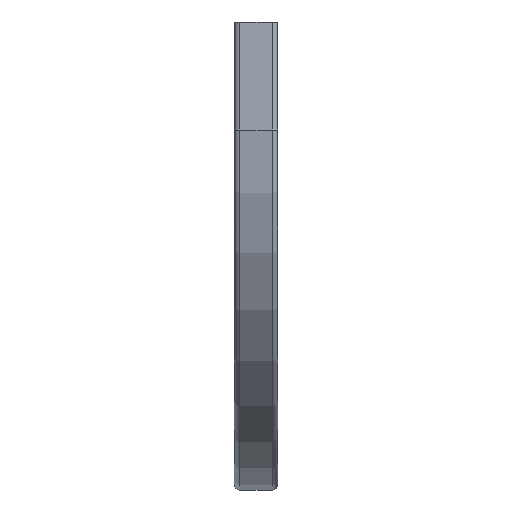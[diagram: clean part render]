
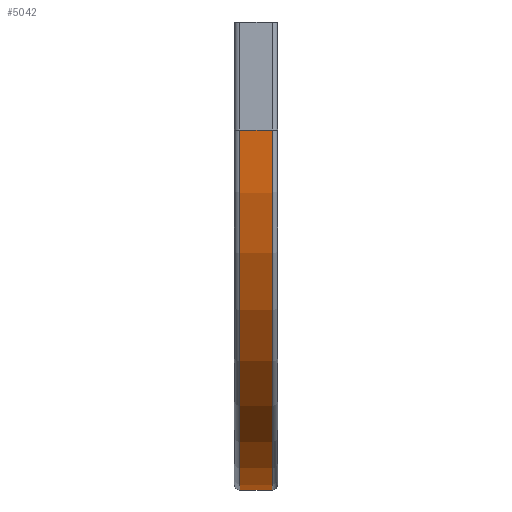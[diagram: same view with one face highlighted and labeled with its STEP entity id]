
A CAD part, left-side view. The second image highlights one B-rep face of the part: STEP entity #5042.
In plain terms, the highlighted cylindrical face has radius 500 mm (diameter 1000 mm), a partial arc.
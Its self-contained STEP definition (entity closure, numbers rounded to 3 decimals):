
#23 = DIRECTION ( 'NONE',  ( 1., 0., 0. ) ) ;
#74 = CARTESIAN_POINT ( 'NONE',  ( 115., -22.5, -650. ) ) ;
#479 = ORIENTED_EDGE ( 'NONE', *, *, #2102, .F. ) ;
#1276 = CYLINDRICAL_SURFACE ( 'NONE', #10376, 500. ) ;
#1973 = VERTEX_POINT ( 'NONE', #5644 ) ;
#1979 = LINE ( 'NONE', #8320, #8144 ) ;
#2102 = EDGE_CURVE ( 'NONE', #7779, #6231, #7950, .T. ) ;
#2264 = AXIS2_PLACEMENT_3D ( 'NONE', #11007, #5634, #23 ) ;
#3120 = VECTOR ( 'NONE', #10362, 1000. ) ;
#3143 = CIRCLE ( 'NONE', #11624, 500. ) ;
#3739 = ORIENTED_EDGE ( 'NONE', *, *, #7085, .F. ) ;
#3896 = ORIENTED_EDGE ( 'NONE', *, *, #10312, .T. ) ;
#5042 = ADVANCED_FACE ( 'NONE', ( #6216 ), #1276, .T. ) ;
#5134 = VERTEX_POINT ( 'NONE', #7081 ) ;
#5486 = CARTESIAN_POINT ( 'NONE',  ( 115., 22.5, -150. ) ) ;
#5634 = DIRECTION ( 'NONE',  ( 0., 1., 0. ) ) ;
#5644 = CARTESIAN_POINT ( 'NONE',  ( -385., -22.5, -150. ) ) ;
#6026 = EDGE_CURVE ( 'NONE', #1973, #5134, #1979, .T. ) ;
#6068 = CIRCLE ( 'NONE', #2264, 500. ) ;
#6216 = FACE_OUTER_BOUND ( 'NONE', #9859, .T. ) ;
#6231 = VERTEX_POINT ( 'NONE', #10300 ) ;
#6416 = DIRECTION ( 'NONE',  ( 1., 0., 0. ) ) ;
#7081 = CARTESIAN_POINT ( 'NONE',  ( -385., 22.5, -150. ) ) ;
#7085 = EDGE_CURVE ( 'NONE', #6231, #5134, #3143, .T. ) ;
#7779 = VERTEX_POINT ( 'NONE', #10997 ) ;
#7950 = LINE ( 'NONE', #74, #3120 ) ;
#7999 = ORIENTED_EDGE ( 'NONE', *, *, #6026, .T. ) ;
#8081 = DIRECTION ( 'NONE',  ( 1., 0., 0. ) ) ;
#8128 = DIRECTION ( 'NONE',  ( 0., 1., 0. ) ) ;
#8144 = VECTOR ( 'NONE', #8582, 1000. ) ;
#8320 = CARTESIAN_POINT ( 'NONE',  ( -385., -22.5, -150. ) ) ;
#8403 = CARTESIAN_POINT ( 'NONE',  ( 115., 0., -150. ) ) ;
#8582 = DIRECTION ( 'NONE',  ( 0., 1., 0. ) ) ;
#9859 = EDGE_LOOP ( 'NONE', ( #479, #3896, #7999, #3739 ) ) ;
#10300 = CARTESIAN_POINT ( 'NONE',  ( 115., 22.5, -650. ) ) ;
#10312 = EDGE_CURVE ( 'NONE', #7779, #1973, #6068, .T. ) ;
#10362 = DIRECTION ( 'NONE',  ( 0., 1., 0. ) ) ;
#10376 = AXIS2_PLACEMENT_3D ( 'NONE', #8403, #8128, #8081 ) ;
#10997 = CARTESIAN_POINT ( 'NONE',  ( 115., -22.5, -650. ) ) ;
#11007 = CARTESIAN_POINT ( 'NONE',  ( 115., -22.5, -150. ) ) ;
#11624 = AXIS2_PLACEMENT_3D ( 'NONE', #5486, #11820, #6416 ) ;
#11820 = DIRECTION ( 'NONE',  ( 0., 1., 0. ) ) ;
